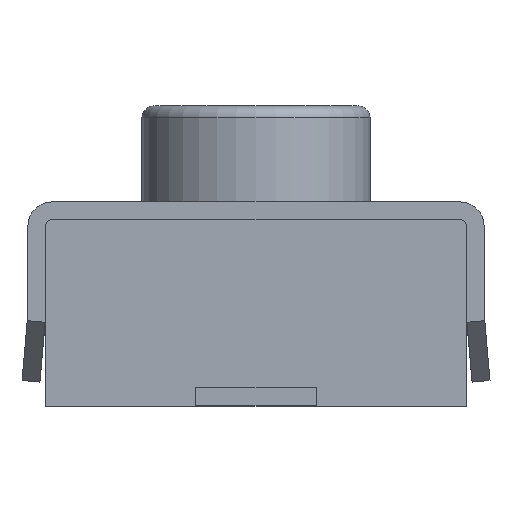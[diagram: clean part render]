
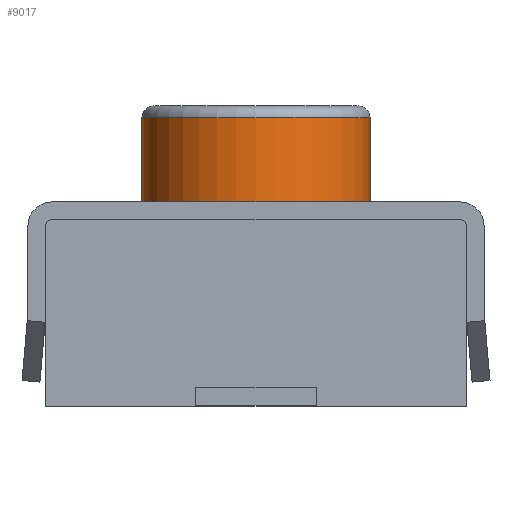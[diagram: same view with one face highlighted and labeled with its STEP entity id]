
A CAD part, front view. The second image highlights one B-rep face of the part: STEP entity #9017.
In plain terms, the highlighted cylindrical face has radius 0.95 mm (diameter 1.9 mm), a full revolution.
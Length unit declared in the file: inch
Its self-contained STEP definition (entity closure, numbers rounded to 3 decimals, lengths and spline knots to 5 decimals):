
#8843 = PLANE('',#8844);
#8844 = AXIS2_PLACEMENT_3D('',#8845,#8846,#8847);
#8845 = CARTESIAN_POINT('',(-0.05906,0.08031,
    0.03051));
#8846 = DIRECTION('',(0.,0.,1.));
#8847 = DIRECTION('',(1.,0.,-0.));
#8989 = EDGE_CURVE('',#8990,#8990,#8992,.T.);
#8990 = VERTEX_POINT('',#8991);
#8991 = CARTESIAN_POINT('',(0.0374,0.,
    0.03051));
#8992 = SURFACE_CURVE('',#8993,(#8998,#9005),.PCURVE_S1.);
#8993 = CIRCLE('',#8994,0.0374);
#8994 = AXIS2_PLACEMENT_3D('',#8995,#8996,#8997);
#8995 = CARTESIAN_POINT('',(0.,0.,
    0.03051));
#8996 = DIRECTION('',(0.,0.,1.));
#8997 = DIRECTION('',(1.,0.,-0.));
#8998 = PCURVE('',#8843,#8999);
#8999 = DEFINITIONAL_REPRESENTATION('',(#9000),#9004);
#9000 = CIRCLE('',#9001,0.0374);
#9001 = AXIS2_PLACEMENT_2D('',#9002,#9003);
#9002 = CARTESIAN_POINT('',(0.059,-0.08));
#9003 = DIRECTION('',(1.,0.));
#9004 = ( GEOMETRIC_REPRESENTATION_CONTEXT(2) 
PARAMETRIC_REPRESENTATION_CONTEXT() REPRESENTATION_CONTEXT('2D SPACE',''
  ) );
#9005 = PCURVE('',#9006,#9011);
#9006 = CYLINDRICAL_SURFACE('',#9007,0.0374);
#9007 = AXIS2_PLACEMENT_3D('',#9008,#9009,#9010);
#9008 = CARTESIAN_POINT('',(0.,0.,
    0.03051));
#9009 = DIRECTION('',(0.,0.,1.));
#9010 = DIRECTION('',(1.,0.,-0.));
#9011 = DEFINITIONAL_REPRESENTATION('',(#9012),#9016);
#9012 = LINE('',#9013,#9014);
#9013 = CARTESIAN_POINT('',(0.,0.));
#9014 = VECTOR('',#9015,1.);
#9015 = DIRECTION('',(1.,0.));
#9016 = ( GEOMETRIC_REPRESENTATION_CONTEXT(2) 
PARAMETRIC_REPRESENTATION_CONTEXT() REPRESENTATION_CONTEXT('2D SPACE',''
  ) );
#9017 = ADVANCED_FACE('',(#9018),#9006,.T.);
#9018 = FACE_BOUND('',#9019,.T.);
#9019 = EDGE_LOOP('',(#9020,#9049,#9070,#9071));
#9020 = ORIENTED_EDGE('',*,*,#9021,.F.);
#9021 = EDGE_CURVE('',#9022,#9022,#9024,.T.);
#9022 = VERTEX_POINT('',#9023);
#9023 = CARTESIAN_POINT('',(0.0374,0.,
    0.09449));
#9024 = SURFACE_CURVE('',#9025,(#9030,#9037),.PCURVE_S1.);
#9025 = CIRCLE('',#9026,0.0374);
#9026 = AXIS2_PLACEMENT_3D('',#9027,#9028,#9029);
#9027 = CARTESIAN_POINT('',(0.,0.,
    0.09449));
#9028 = DIRECTION('',(0.,0.,1.));
#9029 = DIRECTION('',(1.,0.,-0.));
#9030 = PCURVE('',#9006,#9031);
#9031 = DEFINITIONAL_REPRESENTATION('',(#9032),#9036);
#9032 = LINE('',#9033,#9034);
#9033 = CARTESIAN_POINT('',(0.,0.064));
#9034 = VECTOR('',#9035,1.);
#9035 = DIRECTION('',(1.,0.));
#9036 = ( GEOMETRIC_REPRESENTATION_CONTEXT(2) 
PARAMETRIC_REPRESENTATION_CONTEXT() REPRESENTATION_CONTEXT('2D SPACE',''
  ) );
#9037 = PCURVE('',#9038,#9043);
#9038 = TOROIDAL_SURFACE('',#9039,0.03346,0.00394
  );
#9039 = AXIS2_PLACEMENT_3D('',#9040,#9041,#9042);
#9040 = CARTESIAN_POINT('',(0.,0.,
    0.09449));
#9041 = DIRECTION('',(0.,0.,1.));
#9042 = DIRECTION('',(1.,0.,-0.));
#9043 = DEFINITIONAL_REPRESENTATION('',(#9044),#9048);
#9044 = LINE('',#9045,#9046);
#9045 = CARTESIAN_POINT('',(0.,0.));
#9046 = VECTOR('',#9047,1.);
#9047 = DIRECTION('',(1.,0.));
#9048 = ( GEOMETRIC_REPRESENTATION_CONTEXT(2) 
PARAMETRIC_REPRESENTATION_CONTEXT() REPRESENTATION_CONTEXT('2D SPACE',''
  ) );
#9049 = ORIENTED_EDGE('',*,*,#9050,.F.);
#9050 = EDGE_CURVE('',#8990,#9022,#9051,.T.);
#9051 = SEAM_CURVE('',#9052,(#9056,#9063),.PCURVE_S1.);
#9052 = LINE('',#9053,#9054);
#9053 = CARTESIAN_POINT('',(0.0374,0.,
    0.03051));
#9054 = VECTOR('',#9055,0.03937);
#9055 = DIRECTION('',(0.,0.,1.));
#9056 = PCURVE('',#9006,#9057);
#9057 = DEFINITIONAL_REPRESENTATION('',(#9058),#9062);
#9058 = LINE('',#9059,#9060);
#9059 = CARTESIAN_POINT('',(0.,-0.));
#9060 = VECTOR('',#9061,1.);
#9061 = DIRECTION('',(0.,1.));
#9062 = ( GEOMETRIC_REPRESENTATION_CONTEXT(2) 
PARAMETRIC_REPRESENTATION_CONTEXT() REPRESENTATION_CONTEXT('2D SPACE',''
  ) );
#9063 = PCURVE('',#9006,#9064);
#9064 = DEFINITIONAL_REPRESENTATION('',(#9065),#9069);
#9065 = LINE('',#9066,#9067);
#9066 = CARTESIAN_POINT('',(6.283,-0.));
#9067 = VECTOR('',#9068,1.);
#9068 = DIRECTION('',(0.,1.));
#9069 = ( GEOMETRIC_REPRESENTATION_CONTEXT(2) 
PARAMETRIC_REPRESENTATION_CONTEXT() REPRESENTATION_CONTEXT('2D SPACE',''
  ) );
#9070 = ORIENTED_EDGE('',*,*,#8989,.T.);
#9071 = ORIENTED_EDGE('',*,*,#9050,.T.);
